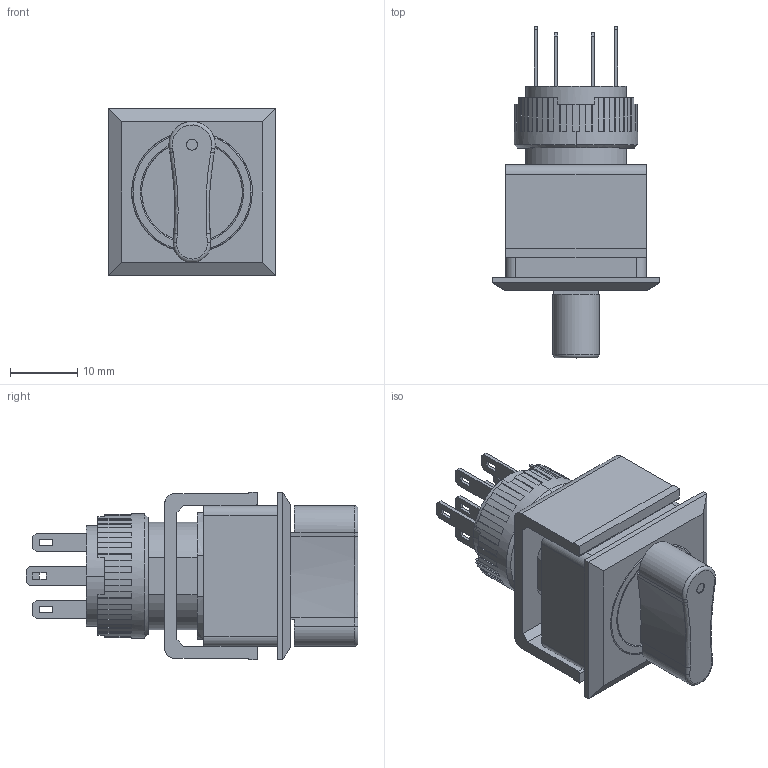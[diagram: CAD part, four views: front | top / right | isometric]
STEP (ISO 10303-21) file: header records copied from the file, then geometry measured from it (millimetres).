
FILE_DESCRIPTION(/* description */ (''),/* implementation_level */ '2;1');
FILE_NAME(/* name */ '1RTO19~J',/* time_stamp */ '2021-05-28T19:45:05+09:00',/* author */ (''),/* organization */ (''),/* preprocessor_version */ 'ST-DEVELOPER v16.5',/* originating_system */ '',/* authorisation */ '');
FILE_SCHEMA (('CONFIG_CONTROL_DESIGN'));
Length unit declared in the file: millimetre
Products named in the file (4): Document; 1001080-1001087-3; 1001080-1001087-2; 1001080-1001087
Assembly tree (3 placements, depth 2):
  Document
    1001080-1001087-3
    1001080-1001087-2
    1001080-1001087
Bounding box: 25 x 49.5 x 25 mm (x, y, z)
Volume: 11945.1 mm3; surface area: 8011.1 mm2
Topology: 11 solids, 11 shells, 350 faces, 936 edges, 614 vertices
Faces by surface type: bspline 350
Entity records: 23461 total; most frequent: CARTESIAN_POINT 11191, B_SPLINE_CURVE_WITH_KNOTS 2388, ORIENTED_EDGE 1872, PCURVE 1872, DEFINITIONAL_REPRESENTATION 1872, SURFACE_CURVE 936, EDGE_CURVE 936, VERTEX_POINT 614
